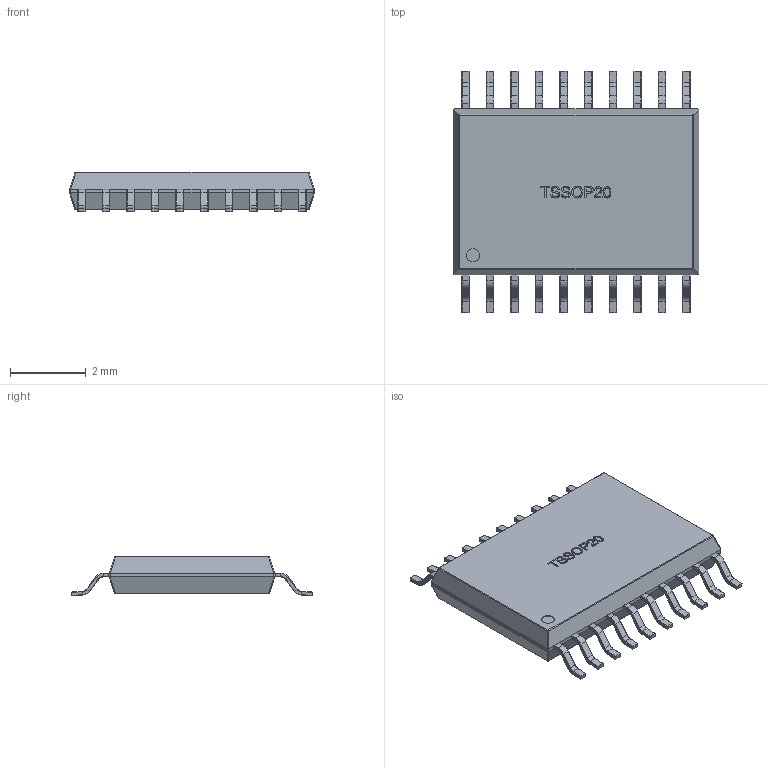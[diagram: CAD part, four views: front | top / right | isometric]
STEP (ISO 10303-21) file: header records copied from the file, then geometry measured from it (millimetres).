
FILE_DESCRIPTION (( 'STEP AP214' ), '1' );
FILE_NAME ('TSSOP-20_L6.5-W4.4-P0.65-LS6.4-P0.65.STEP', '2023-05-10T18:18:32', ( 'Windows User' ), ( 'P R C' ), 'SwSTEP 2.0', 'SolidWorks 2020', '' );
FILE_SCHEMA (( 'AUTOMOTIVE_DESIGN' ));
Length unit declared in the file: millimetre
Products named in the file (2): TSSOP-20_L6.5-W4.4-P0.65-LS6.4-P0.65; COMPOUND-11^TSSOP-20_L6.5-W4.4-P0.65-LS6.4-BL_U5_3D_PCB_电机驱动板_2023-05-11(2)_3D_PCB_电机驱动板_2023-05-11
Assembly tree (1 placements, depth 2):
  TSSOP-20_L6.5-W4.4-P0.65-LS6.4-P0.65
    COMPOUND-11^TSSOP-20_L6.5-W4.4-P0.65-LS6.4-BL_U5_3D_PCB_电机驱动板_2023-05-11(2)_3D_PCB_电机驱动板_2023-05-11
Bounding box: 6.49 x 6.4 x 1.05 mm (x, y, z)
Volume: 27.6 mm3; surface area: 87.7 mm2
Topology: 21 solids, 21 shells, 1254 faces, 2726 edges, 1464 vertices
Faces by surface type: plane 460, cylinder 422, torus 160, sphere 128, bspline 84
Entity records: 38121 total; most frequent: CARTESIAN_POINT 10120, DIRECTION 5862, ORIENTED_EDGE 5276, EDGE_CURVE 2638, AXIS2_PLACEMENT_3D 2242, VERTEX_POINT 1444, VECTOR 1378, LINE 1378
